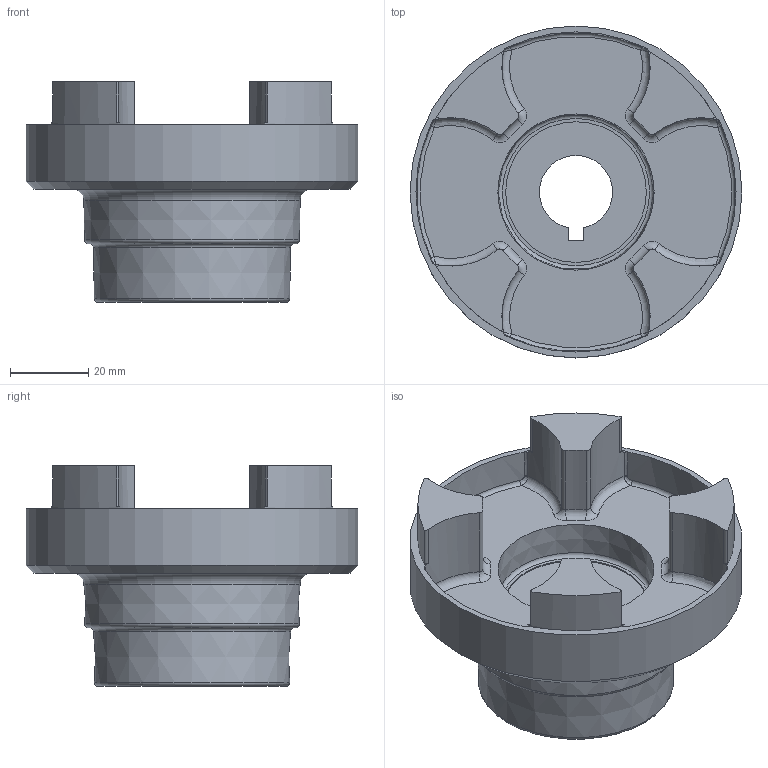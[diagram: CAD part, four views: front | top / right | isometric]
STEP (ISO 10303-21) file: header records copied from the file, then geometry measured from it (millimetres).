
FILE_DESCRIPTION(/* description */ (''),/* implementation_level */ '2;1');
FILE_NAME(/* name */ 'SGEA31FS300.stp',/* time_stamp */ '2020-04-01T10:13:02+02:00',/* author */ ('cad16'),/* organization */ (''),/* preprocessor_version */ 'ST-DEVELOPER v17.2',/* originating_system */ 'Autodesk Inventor 2019',/* authorisation */ '');
FILE_SCHEMA (('AUTOMOTIVE_DESIGN { 1 0 10303 214 3 1 1 }'));
Length unit declared in the file: millimetre
Products named in the file (1): SGEA31FS300
Bounding box: 85 x 85 x 56.5 mm (x, y, z)
Volume: 104213.3 mm3; surface area: 27753.2 mm2
Topology: 1 solids, 1 shells, 110 faces, 283 edges, 180 vertices
Faces by surface type: cylinder 34, torus 29, plane 22, bspline 16, cone 9
Full cylindrical faces by diameter (mm): 36 x1, 85 x1
Entity records: 4131 total; most frequent: CARTESIAN_POINT 1374, DIRECTION 618, ORIENTED_EDGE 566, EDGE_CURVE 283, AXIS2_PLACEMENT_3D 282, CIRCLE 187, VERTEX_POINT 180, EDGE_LOOP 117
